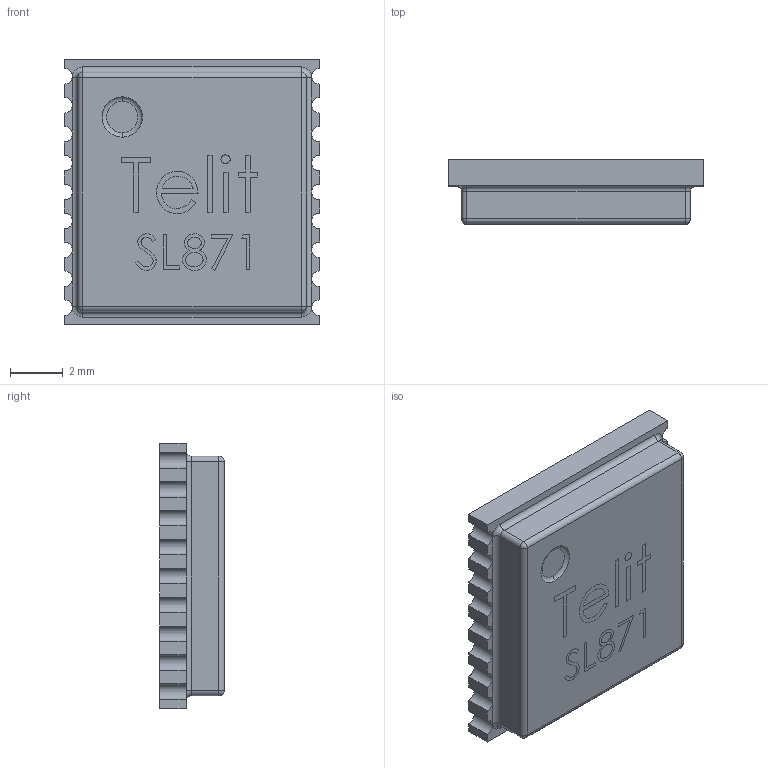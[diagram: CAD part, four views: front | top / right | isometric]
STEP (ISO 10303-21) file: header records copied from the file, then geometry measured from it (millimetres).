
FILE_DESCRIPTION (( 'STEP AP214' ), '1' );
FILE_NAME ('WWWWWWWWWWWWWWWWWW.STEP', '2015-10-27T04:59:49', ( '' ), ( '' ), 'SwSTEP 2.0', 'SolidWorks 2013', '' );
FILE_SCHEMA (( 'AUTOMOTIVE_DESIGN' ));
Length unit declared in the file: millimetre
Products named in the file (1): WWWWWWWWWWWWWWWWWW
Bounding box: 9.7 x 2.45 x 10.1 mm (x, y, z)
Volume: 210 mm3; surface area: 281.8 mm2
Topology: 1 solids, 1 shells, 267 faces, 684 edges, 430 vertices
Faces by surface type: plane 180, bspline 47, cylinder 30, torus 6, sphere 4
Entity records: 13039 total; most frequent: CARTESIAN_POINT 3897, ORIENTED_EDGE 1360, DIRECTION 1112, EDGE_CURVE 680, LINE 502, VECTOR 502, VERTEX_POINT 430, AXIS2_PLACEMENT_3D 305
